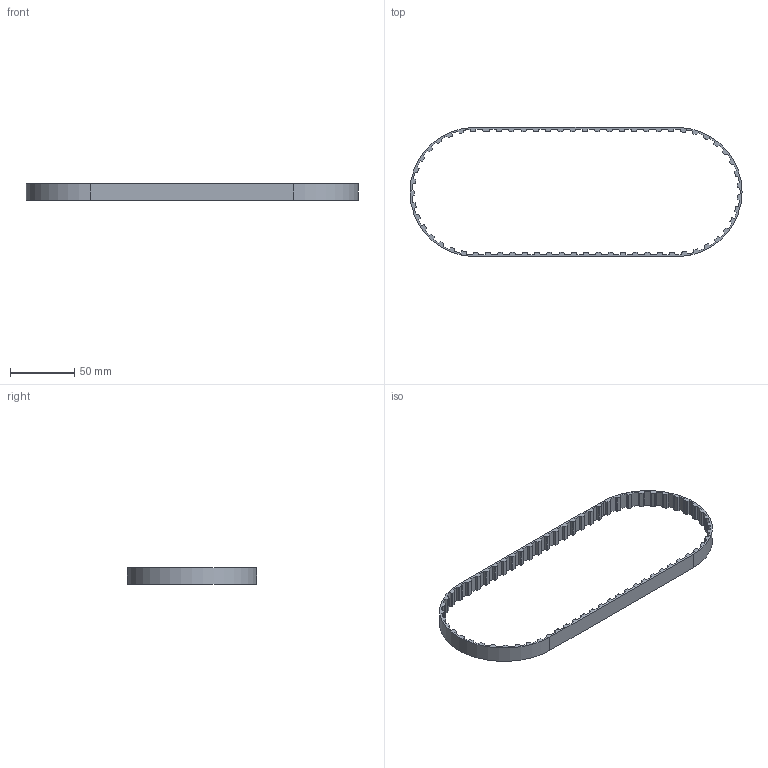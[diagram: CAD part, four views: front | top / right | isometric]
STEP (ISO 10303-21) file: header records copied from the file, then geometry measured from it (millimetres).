
FILE_DESCRIPTION (( 'STEP AP203' ), '1' );
FILE_NAME ('6484K704_L Series Timing Belt.STEP', '2022-09-26T14:57:48', ( 'Administrator' ), ( 'Managed by Terraform' ), 'SwSTEP 2.0', 'SolidWorks 2017', '' );
FILE_SCHEMA (( 'CONFIG_CONTROL_DESIGN' ));
Length unit declared in the file: inch
Products named in the file (1): 6484K704_L Series Timing Belt
Bounding box: 257.73 x 100.25 x 12.7 mm (x, y, z)
Volume: 18290.3 mm3; surface area: 20812 mm2
Topology: 1 solids, 1 shells, 419 faces, 1251 edges, 834 vertices
Faces by surface type: plane 233, cylinder 186
Entity records: 14240 total; most frequent: CARTESIAN_POINT 2505, ORIENTED_EDGE 2502, DIRECTION 2463, EDGE_CURVE 1251, LINE 879, VECTOR 879, VERTEX_POINT 834, AXIS2_PLACEMENT_3D 792
